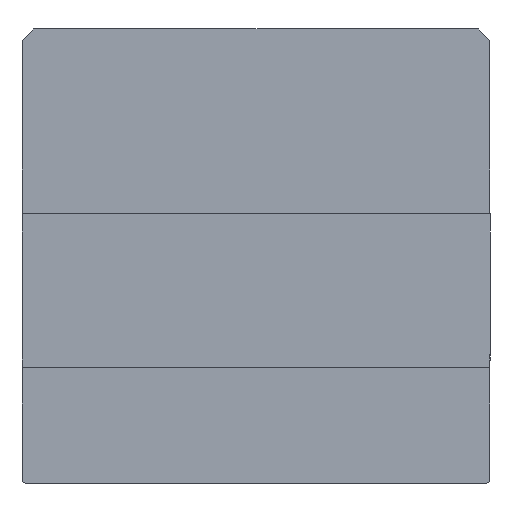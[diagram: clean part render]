
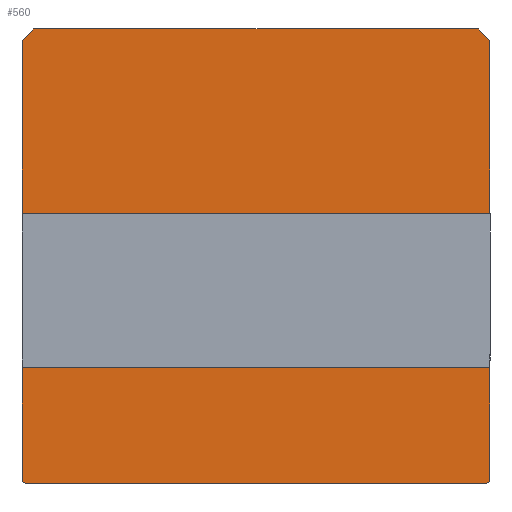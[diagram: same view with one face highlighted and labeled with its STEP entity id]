
A CAD part, top view. The second image highlights one B-rep face of the part: STEP entity #560.
In plain terms, the highlighted planar face has unit normal (0, 0, 1).
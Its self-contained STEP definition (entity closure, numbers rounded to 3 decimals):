
#22=FACE_OUTER_BOUND('',#47,.T.);
#47=EDGE_LOOP('',(#398,#399,#400,#401,#402,#403,#404,#405,#406,#407,#408,
#409,#410,#411,#412,#413,#414,#415,#416,#417,#418,#419,#420,#421));
#69=CIRCLE('',#601,0.5);
#70=CIRCLE('',#603,0.5);
#78=LINE('',#784,#157);
#81=LINE('',#789,#160);
#83=LINE('',#794,#162);
#85=LINE('',#798,#164);
#91=LINE('',#809,#170);
#93=LINE('',#816,#172);
#94=LINE('',#820,#173);
#95=LINE('',#822,#174);
#96=LINE('',#824,#175);
#97=LINE('',#826,#176);
#98=LINE('',#828,#177);
#99=LINE('',#830,#178);
#100=LINE('',#832,#179);
#101=LINE('',#834,#180);
#102=LINE('',#836,#181);
#103=LINE('',#837,#182);
#104=LINE('',#839,#183);
#105=LINE('',#841,#184);
#106=LINE('',#842,#185);
#107=LINE('',#844,#186);
#108=LINE('',#846,#187);
#109=LINE('',#847,#188);
#157=VECTOR('',#640,10.);
#160=VECTOR('',#645,10.);
#162=VECTOR('',#649,10.);
#164=VECTOR('',#651,10.);
#170=VECTOR('',#657,10.);
#172=VECTOR('',#665,10.);
#173=VECTOR('',#668,10.);
#174=VECTOR('',#669,10.);
#175=VECTOR('',#670,10.);
#176=VECTOR('',#671,10.);
#177=VECTOR('',#672,10.);
#178=VECTOR('',#673,10.);
#179=VECTOR('',#674,10.);
#180=VECTOR('',#675,10.);
#181=VECTOR('',#676,10.);
#182=VECTOR('',#677,10.);
#183=VECTOR('',#678,10.);
#184=VECTOR('',#679,10.);
#185=VECTOR('',#680,10.);
#186=VECTOR('',#681,10.);
#187=VECTOR('',#682,10.);
#188=VECTOR('',#683,10.);
#237=VERTEX_POINT('',#781);
#238=VERTEX_POINT('',#783);
#239=VERTEX_POINT('',#787);
#240=VERTEX_POINT('',#791);
#241=VERTEX_POINT('',#793);
#242=VERTEX_POINT('',#795);
#243=VERTEX_POINT('',#797);
#248=VERTEX_POINT('',#807);
#249=VERTEX_POINT('',#811);
#250=VERTEX_POINT('',#815);
#251=VERTEX_POINT('',#817);
#252=VERTEX_POINT('',#819);
#253=VERTEX_POINT('',#821);
#254=VERTEX_POINT('',#823);
#255=VERTEX_POINT('',#825);
#256=VERTEX_POINT('',#827);
#257=VERTEX_POINT('',#829);
#258=VERTEX_POINT('',#831);
#259=VERTEX_POINT('',#833);
#260=VERTEX_POINT('',#835);
#261=VERTEX_POINT('',#838);
#262=VERTEX_POINT('',#840);
#263=VERTEX_POINT('',#843);
#264=VERTEX_POINT('',#845);
#292=EDGE_CURVE('',#238,#237,#78,.F.);
#295=EDGE_CURVE('',#237,#239,#81,.T.);
#297=EDGE_CURVE('',#241,#240,#83,.T.);
#299=EDGE_CURVE('',#243,#242,#85,.T.);
#305=EDGE_CURVE('',#239,#248,#91,.T.);
#307=EDGE_CURVE('',#240,#249,#69,.T.);
#308=EDGE_CURVE('',#249,#250,#93,.T.);
#309=EDGE_CURVE('',#250,#251,#70,.T.);
#310=EDGE_CURVE('',#251,#252,#94,.T.);
#311=EDGE_CURVE('',#252,#253,#95,.T.);
#312=EDGE_CURVE('',#253,#254,#96,.T.);
#313=EDGE_CURVE('',#254,#255,#97,.T.);
#314=EDGE_CURVE('',#255,#256,#98,.T.);
#315=EDGE_CURVE('',#256,#257,#99,.T.);
#316=EDGE_CURVE('',#257,#258,#100,.T.);
#317=EDGE_CURVE('',#258,#259,#101,.T.);
#318=EDGE_CURVE('',#259,#260,#102,.T.);
#319=EDGE_CURVE('',#260,#238,#103,.T.);
#320=EDGE_CURVE('',#248,#261,#104,.T.);
#321=EDGE_CURVE('',#261,#262,#105,.T.);
#322=EDGE_CURVE('',#262,#243,#106,.T.);
#323=EDGE_CURVE('',#242,#263,#107,.T.);
#324=EDGE_CURVE('',#263,#264,#108,.T.);
#325=EDGE_CURVE('',#264,#241,#109,.T.);
#398=ORIENTED_EDGE('',*,*,#307,.T.);
#399=ORIENTED_EDGE('',*,*,#308,.T.);
#400=ORIENTED_EDGE('',*,*,#309,.T.);
#401=ORIENTED_EDGE('',*,*,#310,.T.);
#402=ORIENTED_EDGE('',*,*,#311,.T.);
#403=ORIENTED_EDGE('',*,*,#312,.T.);
#404=ORIENTED_EDGE('',*,*,#313,.T.);
#405=ORIENTED_EDGE('',*,*,#314,.T.);
#406=ORIENTED_EDGE('',*,*,#315,.T.);
#407=ORIENTED_EDGE('',*,*,#316,.T.);
#408=ORIENTED_EDGE('',*,*,#317,.T.);
#409=ORIENTED_EDGE('',*,*,#318,.T.);
#410=ORIENTED_EDGE('',*,*,#319,.T.);
#411=ORIENTED_EDGE('',*,*,#292,.T.);
#412=ORIENTED_EDGE('',*,*,#295,.T.);
#413=ORIENTED_EDGE('',*,*,#305,.T.);
#414=ORIENTED_EDGE('',*,*,#320,.T.);
#415=ORIENTED_EDGE('',*,*,#321,.T.);
#416=ORIENTED_EDGE('',*,*,#322,.T.);
#417=ORIENTED_EDGE('',*,*,#299,.T.);
#418=ORIENTED_EDGE('',*,*,#323,.T.);
#419=ORIENTED_EDGE('',*,*,#324,.T.);
#420=ORIENTED_EDGE('',*,*,#325,.T.);
#421=ORIENTED_EDGE('',*,*,#297,.T.);
#536=PLANE('',#602);
#560=ADVANCED_FACE('',(#22),#536,.T.);
#601=AXIS2_PLACEMENT_3D('',#813,#661,#662);
#602=AXIS2_PLACEMENT_3D('',#814,#663,#664);
#603=AXIS2_PLACEMENT_3D('',#818,#666,#667);
#640=DIRECTION('',(1.,0.,0.));
#645=DIRECTION('',(-0.707,-0.707,0.));
#649=DIRECTION('',(0.,-1.,0.));
#651=DIRECTION('',(0.,-1.,0.));
#657=DIRECTION('',(0.,-1.,0.));
#661=DIRECTION('center_axis',(0.,0.,1.));
#662=DIRECTION('ref_axis',(-1.,0.,0.));
#663=DIRECTION('center_axis',(0.,0.,1.));
#664=DIRECTION('ref_axis',(1.,0.,0.));
#665=DIRECTION('',(1.,0.,0.));
#666=DIRECTION('center_axis',(0.,0.,1.));
#667=DIRECTION('ref_axis',(-1.,0.,0.));
#668=DIRECTION('',(0.,1.,0.));
#669=DIRECTION('',(-1.,0.,0.));
#670=DIRECTION('',(0.,1.,0.));
#671=DIRECTION('',(1.,0.,0.));
#672=DIRECTION('',(0.,1.,0.));
#673=DIRECTION('',(-1.,0.,0.));
#674=DIRECTION('',(0.,1.,0.));
#675=DIRECTION('',(1.,0.,0.));
#676=DIRECTION('',(0.,1.,0.));
#677=DIRECTION('',(-0.707,0.707,0.));
#678=DIRECTION('',(1.,0.,0.));
#679=DIRECTION('',(0.,-1.,0.));
#680=DIRECTION('',(-1.,0.,0.));
#681=DIRECTION('',(1.,0.,0.));
#682=DIRECTION('',(0.,-1.,0.));
#683=DIRECTION('',(-1.,0.,0.));
#781=CARTESIAN_POINT('',(-48.314,45.,3.));
#783=CARTESIAN_POINT('',(15.314,45.,3.));
#784=CARTESIAN_POINT('',(0.25,45.,3.));
#787=CARTESIAN_POINT('',(-50.,43.314,3.));
#789=CARTESIAN_POINT('',(-50.657,42.657,3.));
#791=CARTESIAN_POINT('',(-50.,-19.5,3.));
#793=CARTESIAN_POINT('',(-50.,-3.5,3.));
#794=CARTESIAN_POINT('',(-50.,37.,3.));
#795=CARTESIAN_POINT('',(-50.,-2.5,3.));
#797=CARTESIAN_POINT('',(-50.,17.5,3.));
#798=CARTESIAN_POINT('',(-50.,37.,3.));
#807=CARTESIAN_POINT('',(-50.,18.5,3.));
#809=CARTESIAN_POINT('',(-50.,37.,3.));
#811=CARTESIAN_POINT('',(-49.5,-20.,3.));
#813=CARTESIAN_POINT('Origin',(-49.5,-19.5,3.));
#814=CARTESIAN_POINT('Origin',(-16.5,8.5,3.));
#815=CARTESIAN_POINT('',(16.5,-20.,3.));
#816=CARTESIAN_POINT('',(-50.,-20.,3.));
#817=CARTESIAN_POINT('',(17.,-19.5,3.));
#818=CARTESIAN_POINT('Origin',(16.5,-19.5,3.));
#819=CARTESIAN_POINT('',(17.,-3.5,3.));
#820=CARTESIAN_POINT('',(17.,-20.,3.));
#821=CARTESIAN_POINT('',(16.,-3.5,3.));
#822=CARTESIAN_POINT('',(-16.5,-3.5,3.));
#823=CARTESIAN_POINT('',(16.,-2.5,3.));
#824=CARTESIAN_POINT('',(16.,3.5,3.));
#825=CARTESIAN_POINT('',(17.,-2.5,3.));
#826=CARTESIAN_POINT('',(0.25,-2.5,3.));
#827=CARTESIAN_POINT('',(17.,17.5,3.));
#828=CARTESIAN_POINT('',(17.,-20.,3.));
#829=CARTESIAN_POINT('',(16.,17.5,3.));
#830=CARTESIAN_POINT('',(0.25,17.5,3.));
#831=CARTESIAN_POINT('',(16.,18.5,3.));
#832=CARTESIAN_POINT('',(16.,13.25,3.));
#833=CARTESIAN_POINT('',(17.,18.5,3.));
#834=CARTESIAN_POINT('',(0.25,18.5,3.));
#835=CARTESIAN_POINT('',(17.,43.314,3.));
#836=CARTESIAN_POINT('',(17.,-20.,3.));
#837=CARTESIAN_POINT('',(20.157,40.157,3.));
#838=CARTESIAN_POINT('',(-49.,18.5,3.));
#839=CARTESIAN_POINT('',(-33.25,18.5,3.));
#840=CARTESIAN_POINT('',(-49.,17.5,3.));
#841=CARTESIAN_POINT('',(-49.,13.25,3.));
#842=CARTESIAN_POINT('',(-33.25,17.5,3.));
#843=CARTESIAN_POINT('',(-49.,-2.5,3.));
#844=CARTESIAN_POINT('',(-33.25,-2.5,3.));
#845=CARTESIAN_POINT('',(-49.,-3.5,3.));
#846=CARTESIAN_POINT('',(-49.,3.5,3.));
#847=CARTESIAN_POINT('',(-16.5,-3.5,3.));
